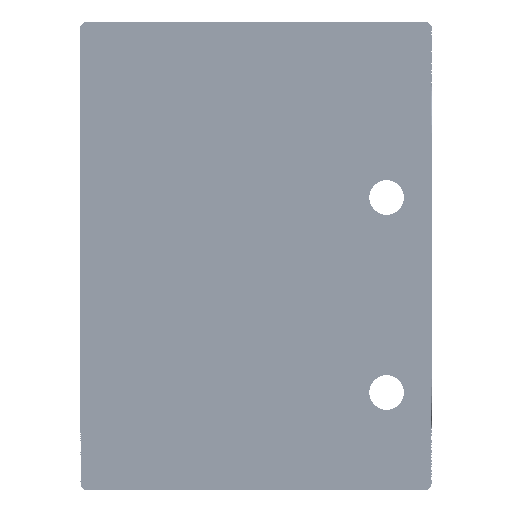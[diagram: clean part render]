
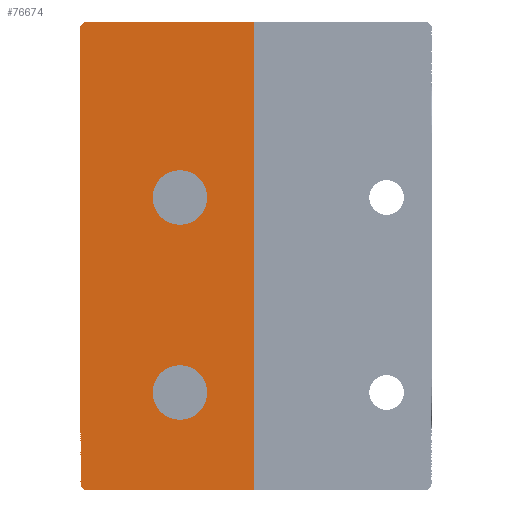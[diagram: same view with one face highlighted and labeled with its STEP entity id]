
A CAD part, left-side view. The second image highlights one B-rep face of the part: STEP entity #76674.
In plain terms, the highlighted planar face has unit normal (-1, 0, 0).
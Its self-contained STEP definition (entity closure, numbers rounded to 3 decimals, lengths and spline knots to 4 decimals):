
#2326 = LINE ( 'NONE', #107605, #81834 ) ;
#3066 = VECTOR ( 'NONE', #84626, 39.3701 ) ;
#3328 = VECTOR ( 'NONE', #58575, 39.3701 ) ;
#8733 = VERTEX_POINT ( 'NONE', #15582 ) ;
#9006 = DIRECTION ( 'NONE',  ( -1., 0., 0. ) ) ;
#9569 = PLANE ( 'NONE',  #86383 ) ;
#10198 = CARTESIAN_POINT ( 'NONE',  ( -3.908, 0.3865, -0.2175 ) ) ;
#11399 = EDGE_CURVE ( 'NONE', #40903, #8733, #88427, .T. ) ;
#12440 = LINE ( 'NONE', #133568, #139738 ) ;
#13673 = ORIENTED_EDGE ( 'NONE', *, *, #143555, .F. ) ;
#14486 = DIRECTION ( 'NONE',  ( 0., 0., 1. ) ) ;
#15582 = CARTESIAN_POINT ( 'NONE',  ( -3.908, 0.6315, 0.6625 ) ) ;
#17070 = EDGE_CURVE ( 'NONE', #56263, #81974, #44190, .T. ) ;
#17944 = EDGE_CURVE ( 'NONE', #26012, #8733, #49286, .T. ) ;
#25656 = DIRECTION ( 'NONE',  ( -1., 0., 0. ) ) ;
#26012 = VERTEX_POINT ( 'NONE', #133671 ) ;
#27506 = VECTOR ( 'NONE', #141629, 39.3701 ) ;
#30373 = DIRECTION ( 'NONE',  ( 0., 0., -1. ) ) ;
#30501 = ORIENTED_EDGE ( 'NONE', *, *, #17944, .F. ) ;
#33274 = EDGE_LOOP ( 'NONE', ( #122960, #96511, #70286, #76654, #30501, #13673 ) ) ;
#34366 = CARTESIAN_POINT ( 'NONE',  ( -3.908, 0.6415, 0.6625 ) ) ;
#37236 = CARTESIAN_POINT ( 'NONE',  ( -3.908, 0.3865, -0.2875 ) ) ;
#38170 = EDGE_CURVE ( 'NONE', #40903, #101495, #57521, .T. ) ;
#40502 = CARTESIAN_POINT ( 'NONE',  ( -3.908, 0.1965, 0.6625 ) ) ;
#40903 = VERTEX_POINT ( 'NONE', #40502 ) ;
#44190 = CIRCLE ( 'NONE', #71006, 0.07 ) ;
#44942 = ORIENTED_EDGE ( 'NONE', *, *, #17070, .F. ) ;
#46440 = CARTESIAN_POINT ( 'NONE',  ( -3.908, 0.6415, -0.5275 ) ) ;
#46767 = VERTEX_POINT ( 'NONE', #46440 ) ;
#47325 = LINE ( 'NONE', #72788, #3066 ) ;
#48358 = DIRECTION ( 'NONE',  ( 0., 0., 1. ) ) ;
#48495 = EDGE_CURVE ( 'NONE', #117570, #101495, #47325, .T. ) ;
#49286 = LINE ( 'NONE', #126673, #3328 ) ;
#49711 = EDGE_LOOP ( 'NONE', ( #102639, #67368 ) ) ;
#51211 = FACE_BOUND ( 'NONE', #112637, .T. ) ;
#52965 = EDGE_CURVE ( 'NONE', #117570, #46767, #2326, .T. ) ;
#54066 = DIRECTION ( 'NONE',  ( 0., 0., 1. ) ) ;
#56263 = VERTEX_POINT ( 'NONE', #110023 ) ;
#57521 = LINE ( 'NONE', #60626, #27506 ) ;
#58575 = DIRECTION ( 'NONE',  ( 0., -0.707, 0.707 ) ) ;
#59096 = CIRCLE ( 'NONE', #89808, 0.07 ) ;
#60626 = CARTESIAN_POINT ( 'NONE',  ( -3.908, 0.1965, 0.6625 ) ) ;
#61707 = EDGE_CURVE ( 'NONE', #85387, #77938, #93162, .T. ) ;
#67368 = ORIENTED_EDGE ( 'NONE', *, *, #61707, .F. ) ;
#70286 = ORIENTED_EDGE ( 'NONE', *, *, #38170, .F. ) ;
#71006 = AXIS2_PLACEMENT_3D ( 'NONE', #93718, #25656, #48358 ) ;
#72788 = CARTESIAN_POINT ( 'NONE',  ( -3.908, 0.6415, -0.5375 ) ) ;
#76654 = ORIENTED_EDGE ( 'NONE', *, *, #11399, .T. ) ;
#76674 = ADVANCED_FACE ( 'NONE', ( #144959, #79476, #51211 ), #9569, .F. ) ;
#76912 = ORIENTED_EDGE ( 'NONE', *, *, #105753, .F. ) ;
#77022 = CARTESIAN_POINT ( 'NONE',  ( -3.908, 0.6315, -0.5375 ) ) ;
#77938 = VERTEX_POINT ( 'NONE', #10198 ) ;
#79476 = FACE_BOUND ( 'NONE', #49711, .T. ) ;
#81834 = VECTOR ( 'NONE', #119916, 39.3701 ) ;
#81974 = VERTEX_POINT ( 'NONE', #124834 ) ;
#84626 = DIRECTION ( 'NONE',  ( 0., -1., 0. ) ) ;
#85387 = VERTEX_POINT ( 'NONE', #146749 ) ;
#86383 = AXIS2_PLACEMENT_3D ( 'NONE', #122136, #87062, #30373 ) ;
#87062 = DIRECTION ( 'NONE',  ( 1., 0., 0. ) ) ;
#88427 = LINE ( 'NONE', #34366, #109731 ) ;
#89808 = AXIS2_PLACEMENT_3D ( 'NONE', #132017, #9006, #120114 ) ;
#90700 = DIRECTION ( 'NONE',  ( -1., 0., 0. ) ) ;
#92034 = DIRECTION ( 'NONE',  ( 0., 1., 0. ) ) ;
#93162 = CIRCLE ( 'NONE', #115823, 0.07 ) ;
#93718 = CARTESIAN_POINT ( 'NONE',  ( -3.908, 0.3865, 0.2125 ) ) ;
#93936 = DIRECTION ( 'NONE',  ( -1., 0., 0. ) ) ;
#96511 = ORIENTED_EDGE ( 'NONE', *, *, #48495, .T. ) ;
#101495 = VERTEX_POINT ( 'NONE', #115384 ) ;
#102639 = ORIENTED_EDGE ( 'NONE', *, *, #103220, .F. ) ;
#103220 = EDGE_CURVE ( 'NONE', #77938, #85387, #59096, .T. ) ;
#105753 = EDGE_CURVE ( 'NONE', #81974, #56263, #117105, .T. ) ;
#107605 = CARTESIAN_POINT ( 'NONE',  ( -3.908, 0.6315, -0.5375 ) ) ;
#109731 = VECTOR ( 'NONE', #92034, 39.3701 ) ;
#110023 = CARTESIAN_POINT ( 'NONE',  ( -3.908, 0.3865, 0.1425 ) ) ;
#112637 = EDGE_LOOP ( 'NONE', ( #76912, #44942 ) ) ;
#115384 = CARTESIAN_POINT ( 'NONE',  ( -3.908, 0.1965, -0.5375 ) ) ;
#115823 = AXIS2_PLACEMENT_3D ( 'NONE', #37236, #93936, #14486 ) ;
#117105 = CIRCLE ( 'NONE', #132741, 0.07 ) ;
#117570 = VERTEX_POINT ( 'NONE', #77022 ) ;
#119916 = DIRECTION ( 'NONE',  ( 0., 0.707, 0.707 ) ) ;
#120114 = DIRECTION ( 'NONE',  ( 0., 0., 1. ) ) ;
#122136 = CARTESIAN_POINT ( 'NONE',  ( -3.908, 0.6415, 0.6625 ) ) ;
#122960 = ORIENTED_EDGE ( 'NONE', *, *, #52965, .F. ) ;
#123404 = DIRECTION ( 'NONE',  ( 0., 0., 1. ) ) ;
#124834 = CARTESIAN_POINT ( 'NONE',  ( -3.908, 0.3865, 0.2825 ) ) ;
#126673 = CARTESIAN_POINT ( 'NONE',  ( -3.908, 0.6415, 0.6525 ) ) ;
#132017 = CARTESIAN_POINT ( 'NONE',  ( -3.908, 0.3865, -0.2875 ) ) ;
#132741 = AXIS2_PLACEMENT_3D ( 'NONE', #134806, #90700, #123404 ) ;
#133568 = CARTESIAN_POINT ( 'NONE',  ( -3.908, 0.6415, 0.6625 ) ) ;
#133671 = CARTESIAN_POINT ( 'NONE',  ( -3.908, 0.6415, 0.6525 ) ) ;
#134806 = CARTESIAN_POINT ( 'NONE',  ( -3.908, 0.3865, 0.2125 ) ) ;
#139738 = VECTOR ( 'NONE', #54066, 39.3701 ) ;
#141629 = DIRECTION ( 'NONE',  ( 0., 0., -1. ) ) ;
#143555 = EDGE_CURVE ( 'NONE', #46767, #26012, #12440, .T. ) ;
#144959 = FACE_OUTER_BOUND ( 'NONE', #33274, .T. ) ;
#146749 = CARTESIAN_POINT ( 'NONE',  ( -3.908, 0.3865, -0.3575 ) ) ;
